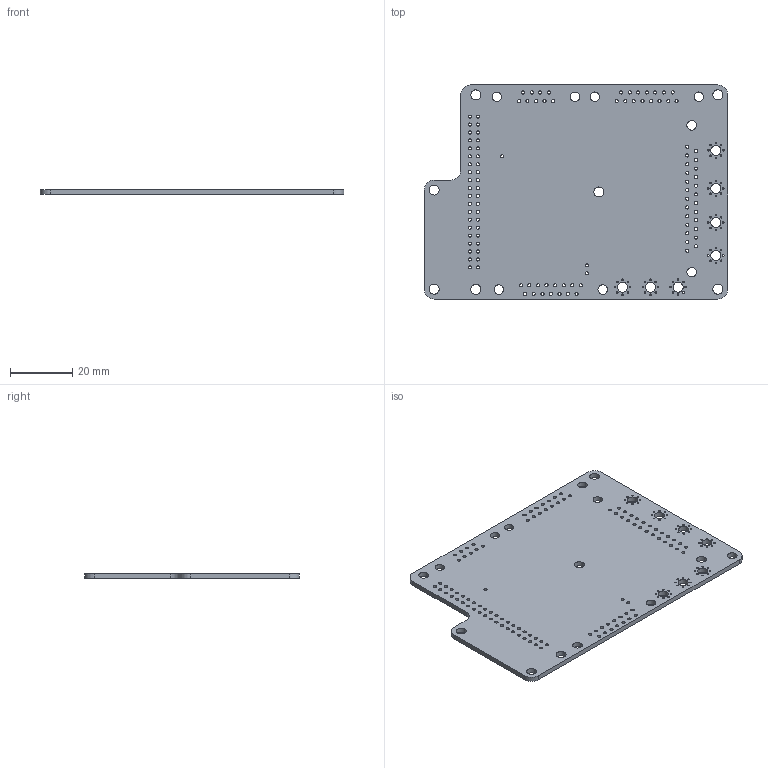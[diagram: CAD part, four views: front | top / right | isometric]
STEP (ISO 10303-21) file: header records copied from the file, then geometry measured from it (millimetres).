
FILE_DESCRIPTION(('FreeCAD Model'),'2;1');
FILE_NAME('powerboard.step','2017-07-01T17:13:30',('Author'),(''), 'Open CASCADE STEP processor 6.8','FreeCAD','Unknown');
FILE_SCHEMA(('AUTOMOTIVE_DESIGN_CC2 { 1 2 10303 214 -1 1 5 4 }'));
Length unit declared in the file: millimetre
Products named in the file (2): ASSEMBLY; Pcb
Assembly tree (1 placements, depth 2):
  ASSEMBLY
    Pcb
Bounding box: 97.16 x 68.58 x 1.6 mm (x, y, z)
Volume: 9648 mm3; surface area: 13610.1 mm2
Topology: 1 solids, 1 shells, 199 faces, 591 edges, 394 vertices
Faces by surface type: cylinder 191, plane 8
Full cylindrical faces by diameter (mm): 0.5 x56, 1 x43, 1.02 x64, 3.05 x8, 3.2 x14
Entity records: 7686 total; most frequent: DIRECTION 1375, CARTESIAN_POINT 1186, ORIENTED_EDGE 1182, EDGE_CURVE 591, AXIS2_PLACEMENT_3D 583, FACE_BOUND 569, EDGE_LOOP 569, VERTEX_POINT 394
